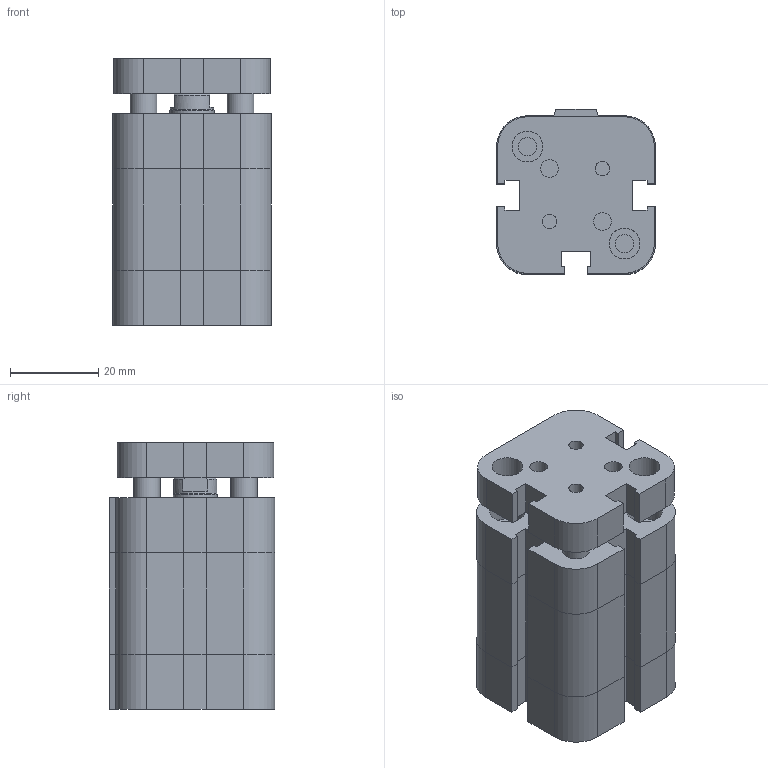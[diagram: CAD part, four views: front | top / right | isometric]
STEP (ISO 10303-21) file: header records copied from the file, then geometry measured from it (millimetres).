
FILE_DESCRIPTION((''),'2;1');
FILE_NAME('1581_20_0010_07_1.iam.stp','2009-04-20T15:19:38',(''),(''),'Autodesk Inventor 2009','Autodesk Inventor 2009','');
FILE_SCHEMA(('AUTOMOTIVE_DESIGN { 1 0 10303 214 1 1 1 1 }'));
Length unit declared in the file: millimetre
Products named in the file (3): 1581_20_0010_07_1; 1581_20_0010_07_1_C; 1561_20_0010_07_1_SA
Assembly tree (2 placements, depth 2):
  1581_20_0010_07_1
    1581_20_0010_07_1_C
    1561_20_0010_07_1_SA
Bounding box: 36 x 37.5 x 60.5 mm (x, y, z)
Volume: 62561.8 mm3; surface area: 20686.2 mm2
Topology: 2 solids, 2 shells, 206 faces, 483 edges, 301 vertices
Faces by surface type: plane 135, bspline 44, cylinder 21, cone 6
Full cylindrical faces by diameter (mm): 6 x2, 9.8 x2, 10 x1
Entity records: 6055 total; most frequent: CARTESIAN_POINT 1405, ORIENTED_EDGE 876, DIRECTION 854, EDGE_CURVE 438, VECTOR 340, LINE 340, VERTEX_POINT 286, EDGE_LOOP 268
